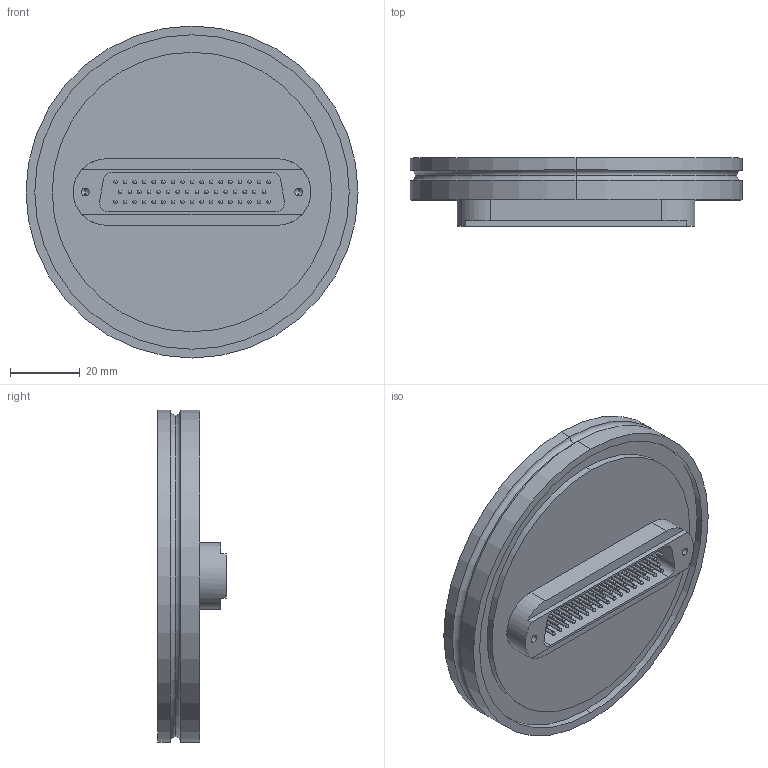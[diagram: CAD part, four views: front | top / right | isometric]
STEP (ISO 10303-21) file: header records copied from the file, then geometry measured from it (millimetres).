
FILE_DESCRIPTION (( 'STEP AP214' ), '1' );
FILE_NAME ('210-D50-ISO63.STEP', '2016-03-21T09:40:02', ( 'allectra' ), ( 'Microsoft' ), 'SwSTEP 2.0', 'SolidWorks 2014', '' );
FILE_SCHEMA (( 'AUTOMOTIVE_DESIGN' ));
Length unit declared in the file: millimetre
Products named in the file (57): 9210-PIN-FENI; 9218-D50-SS; 9210-D50-ISO63; 210-D50-ISO63; 218-D50-SS_218-D50-SS; 9210-PIN-FENI_Pin vergoldet; 9218-D50-SS_50 pin 1mm; 9210-D50-ISO63_DN063 ISO-K
Assembly tree (53 placements, depth 3):
  9210-PIN-FENI
  9210-PIN-FENI
  9210-PIN-FENI
  9210-PIN-FENI
  9210-PIN-FENI
Bounding box: 95 x 19.5 x 95 mm (x, y, z)
Volume: 71642.7 mm3; surface area: 28900.5 mm2
Topology: 52 solids, 52 shells, 372 faces, 1072 edges, 706 vertices
Faces by surface type: cylinder 232, sphere 100, plane 28, cone 8, torus 4
Entity records: 7072 total; most frequent: DIRECTION 1216, CARTESIAN_POINT 1014, ORIENTED_EDGE 940, AXIS2_PLACEMENT_3D 512, EDGE_CURVE 470, VERTEX_POINT 310, EDGE_LOOP 288, CIRCLE 278
